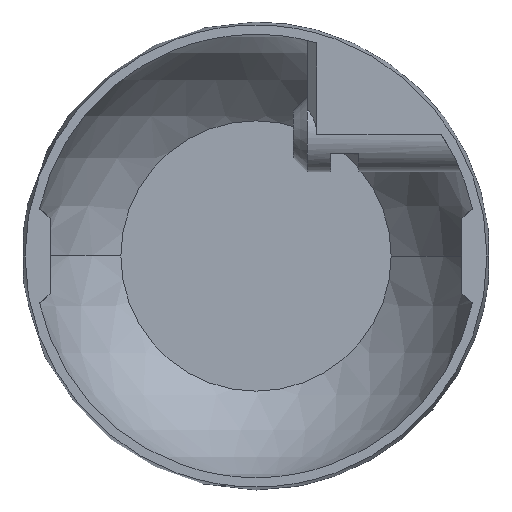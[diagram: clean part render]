
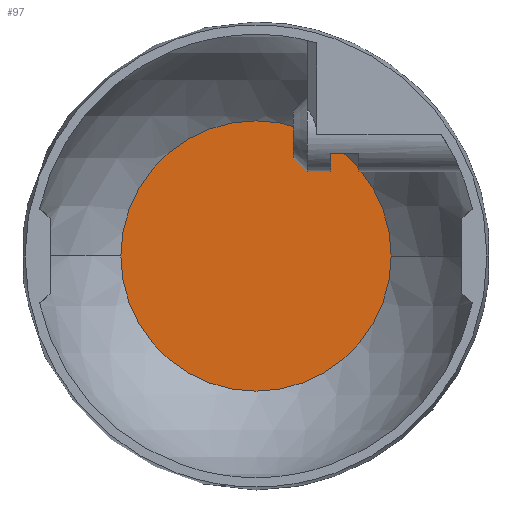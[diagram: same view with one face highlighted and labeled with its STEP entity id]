
A CAD part, front view. The second image highlights one B-rep face of the part: STEP entity #97.
In plain terms, the highlighted planar face has unit normal (0, -1, 0).
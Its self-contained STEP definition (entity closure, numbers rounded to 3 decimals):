
#23 = CARTESIAN_POINT ( 'NONE',  ( 0., 19.185, 0. ) ) ;
#97 = ADVANCED_FACE ( 'NONE', ( #1935 ), #120, .T. ) ;
#120 = PLANE ( 'NONE',  #1297 ) ;
#163 = VERTEX_POINT ( 'NONE', #1715 ) ;
#227 = DIRECTION ( 'NONE',  ( 0., 0., -1. ) ) ;
#313 = CARTESIAN_POINT ( 'NONE',  ( 0., 19.185, 0. ) ) ;
#324 = DIRECTION ( 'NONE',  ( 0., 0., -1. ) ) ;
#506 = DIRECTION ( 'NONE',  ( 0., 0., -1. ) ) ;
#558 = EDGE_CURVE ( 'NONE', #2263, #163, #705, .T. ) ;
#563 = AXIS2_PLACEMENT_3D ( 'NONE', #23, #1396, #227 ) ;
#705 = CIRCLE ( 'NONE', #2563, 14.442 ) ;
#862 = EDGE_CURVE ( 'NONE', #163, #2263, #1262, .T. ) ;
#907 = ORIENTED_EDGE ( 'NONE', *, *, #862, .T. ) ;
#1075 = CARTESIAN_POINT ( 'NONE',  ( 0., 19.185, 0. ) ) ;
#1262 = CIRCLE ( 'NONE', #563, 14.442 ) ;
#1297 = AXIS2_PLACEMENT_3D ( 'NONE', #1075, #1496, #324 ) ;
#1396 = DIRECTION ( 'NONE',  ( 0., -1., 0. ) ) ;
#1496 = DIRECTION ( 'NONE',  ( 0., -1., 0. ) ) ;
#1682 = DIRECTION ( 'NONE',  ( 0., -1., 0. ) ) ;
#1715 = CARTESIAN_POINT ( 'NONE',  ( 14.442, 19.185, 0. ) ) ;
#1772 = ORIENTED_EDGE ( 'NONE', *, *, #558, .T. ) ;
#1935 = FACE_OUTER_BOUND ( 'NONE', #2169, .T. ) ;
#2169 = EDGE_LOOP ( 'NONE', ( #907, #1772 ) ) ;
#2263 = VERTEX_POINT ( 'NONE', #2273 ) ;
#2273 = CARTESIAN_POINT ( 'NONE',  ( -14.442, 19.185, 0. ) ) ;
#2563 = AXIS2_PLACEMENT_3D ( 'NONE', #313, #1682, #506 ) ;
